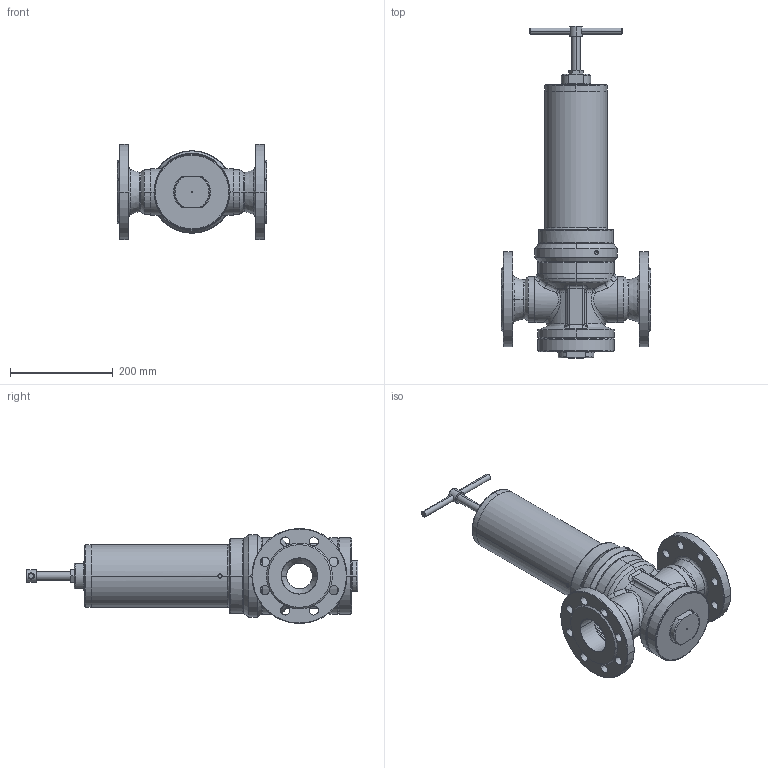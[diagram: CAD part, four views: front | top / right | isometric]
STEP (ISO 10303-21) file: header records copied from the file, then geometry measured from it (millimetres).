
FILE_DESCRIPTION (( 'STEP AP203' ), '1' );
FILE_NAME ('Typ_81-BG_IIIB-D065I.STEP', '2021-01-11T11:09:39', ( '' ), ( '' ), 'SwSTEP 2.0', 'SolidWorks 2016', '' );
FILE_SCHEMA (( 'CONFIG_CONTROL_DESIGN' ));
Length unit declared in the file: millimetre
Products named in the file (1): Typ_81-BG_IIIB-D065I
Bounding box: 290 x 646 x 185 mm (x, y, z)
Volume: 3118248.1 mm3; surface area: 780567 mm2
Topology: 10 solids, 10 shells, 531 faces, 1325 edges, 813 vertices
Faces by surface type: cylinder 192, bspline 134, cone 131, plane 74
Entity records: 26006 total; most frequent: CARTESIAN_POINT 13768, ORIENTED_EDGE 2614, DIRECTION 2552, EDGE_CURVE 1307, AXIS2_PLACEMENT_3D 1111, VERTEX_POINT 813, CIRCLE 713, EDGE_LOOP 606
